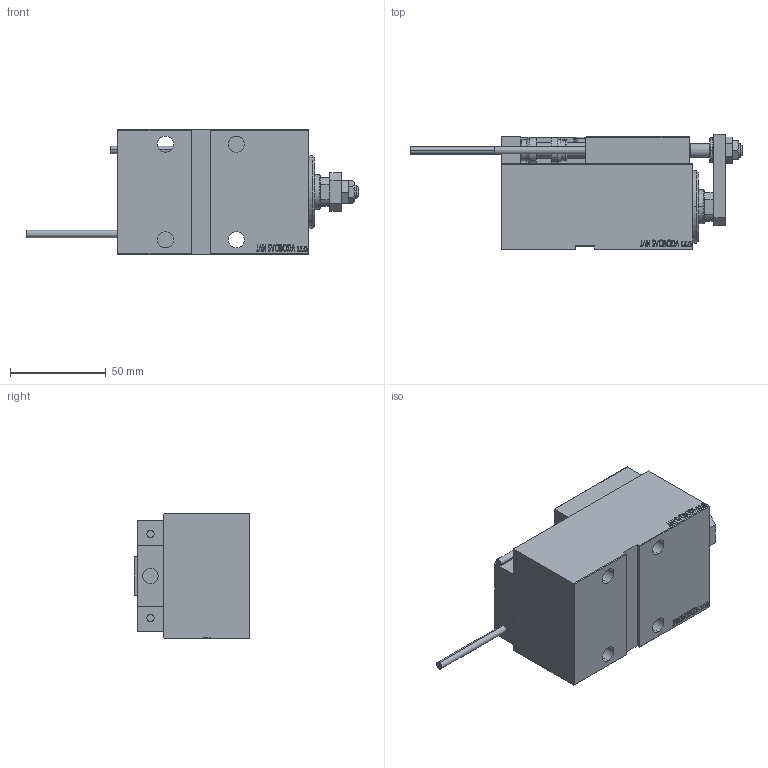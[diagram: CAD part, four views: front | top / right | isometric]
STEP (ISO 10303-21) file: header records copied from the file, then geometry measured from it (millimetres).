
FILE_DESCRIPTION (( 'STEP AP203' ), '1' );
FILE_NAME ('b58d.STEP', '2021-03-19T15:26:27', ( '' ), ( '' ), 'SwSTEP 2.0', 'SolidWorks 2019', '' );
FILE_SCHEMA (( 'CONFIG_CONTROL_DESIGN' ));
Length unit declared in the file: millimetre
Products named in the file (16): NUT_D12 88ac27831e8a098bfe7925dafdae7f89; V450CM_E_VCP 88ac27831e8a098bfe7925dafdae7f89; Block 88ac27831e8a098bfe7925dafdae7f89; SWITCH_X_FRONT_BACK 88ac27831e8a098bfe7925dafdae7f89; KONCOVKA 88ac27831e8a098bfe7925dafdae7f89; ZARAZKA 88ac27831e8a098bfe7925dafdae7f89; b58d; V450CM_VC_B 88ac27831e8a098bfe7925dafdae7f89; SWITCH DIM B,W 88ac27831e8a098bfe7925dafdae7f89; ALLEN BOLT D5 88ac27831e8a098bfe7925dafdae7f89; MAGNET 88ac27831e8a098bfe7925dafdae7f89; TYC_L79 88ac27831e8a098bfe7925dafdae7f89; ALLEN BOLT D8 88ac27831e8a098bfe7925dafdae7f89; SWITCH X 88ac27831e8a098bfe7925dafdae7f89; V450CM_E 88ac27831e8a098bfe7925dafdae7f89; NUT_D10 88ac27831e8a098bfe7925dafdae7f89
Assembly tree (25 placements, depth 3):
  b58d
    V450CM_E 88ac27831e8a098bfe7925dafdae7f89
    V450CM_E_VCP 88ac27831e8a098bfe7925dafdae7f89
    V450CM_VC_B 88ac27831e8a098bfe7925dafdae7f89
    SWITCH X 88ac27831e8a098bfe7925dafdae7f89
      SWITCH_X_FRONT_BACK 88ac27831e8a098bfe7925dafdae7f89  x2
      TYC_L79 88ac27831e8a098bfe7925dafdae7f89
      Block 88ac27831e8a098bfe7925dafdae7f89  x2
      ALLEN BOLT D5 88ac27831e8a098bfe7925dafdae7f89  x4
      ALLEN BOLT D8 88ac27831e8a098bfe7925dafdae7f89  x4
      MAGNET 88ac27831e8a098bfe7925dafdae7f89  x2
      KONCOVKA 88ac27831e8a098bfe7925dafdae7f89  x2
    SWITCH DIM B,W 88ac27831e8a098bfe7925dafdae7f89
    ZARAZKA 88ac27831e8a098bfe7925dafdae7f89
    NUT_D10 88ac27831e8a098bfe7925dafdae7f89
    NUT_D12 88ac27831e8a098bfe7925dafdae7f89
Bounding box: 173.7 x 60.5 x 65 mm (x, y, z)
Volume: 309846.1 mm3; surface area: 78532.3 mm2
Topology: 24 solids, 24 shells, 1296 faces, 3111 edges, 1988 vertices
Faces by surface type: plane 571, bspline 380, cylinder 184, cone 113, torus 44, sphere 4
Entity records: 50270 total; most frequent: CARTESIAN_POINT 25545, ORIENTED_EDGE 5242, DIRECTION 3516, EDGE_CURVE 2621, VERTEX_POINT 1712, VECTOR 1514, LINE 1514, EDGE_LOOP 1205
